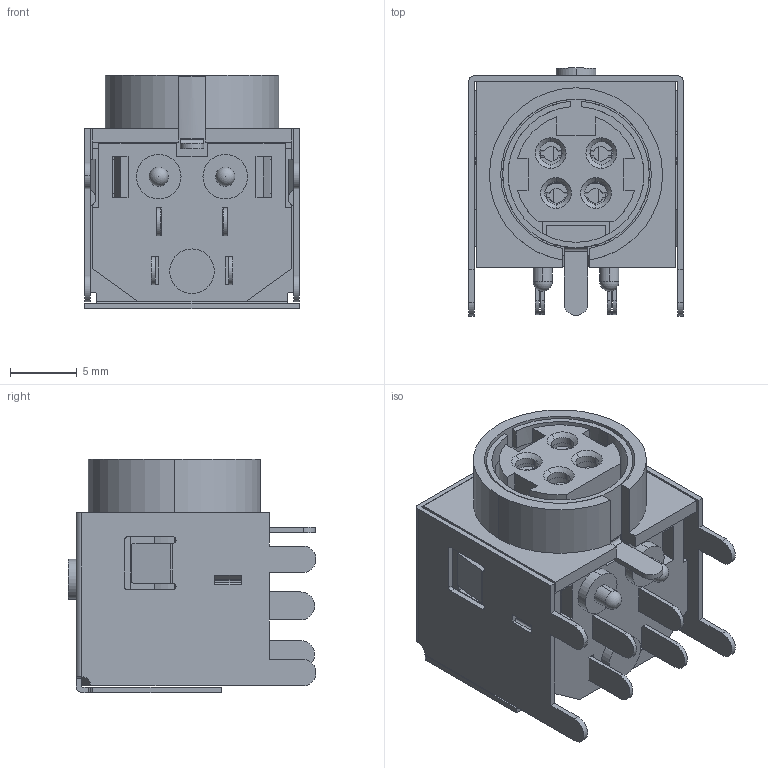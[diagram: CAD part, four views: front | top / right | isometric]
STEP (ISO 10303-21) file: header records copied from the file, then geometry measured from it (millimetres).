
FILE_DESCRIPTION (( 'STEP AP214' ), '1' );
FILE_NAME ('CUI_DEVICES_PD-40S.step', '2021-03-03T15:04:17', ( '' ), ( '' ), 'SwSTEP 2.0', 'SolidWorks 2021', '' );
FILE_SCHEMA (( 'AUTOMOTIVE_DESIGN' ));
Length unit declared in the file: inch
Products named in the file (1): CUI_DEVICES_PD-40S
Bounding box: 16.1 x 18.6 x 17.5 mm (x, y, z)
Volume: 2217.2 mm3; surface area: 6207.8 mm2
Topology: 12 solids, 12 shells, 645 faces, 1773 edges, 1156 vertices
Faces by surface type: plane 403, cylinder 168, cone 40, torus 32, sphere 2
Entity records: 29283 total; most frequent: CARTESIAN_POINT 4465, ORIENTED_EDGE 3534, DIRECTION 3219, EDGE_CURVE 1767, VERTEX_POINT 1152, LINE 1135, VECTOR 1135, AXIS2_PLACEMENT_3D 1042
